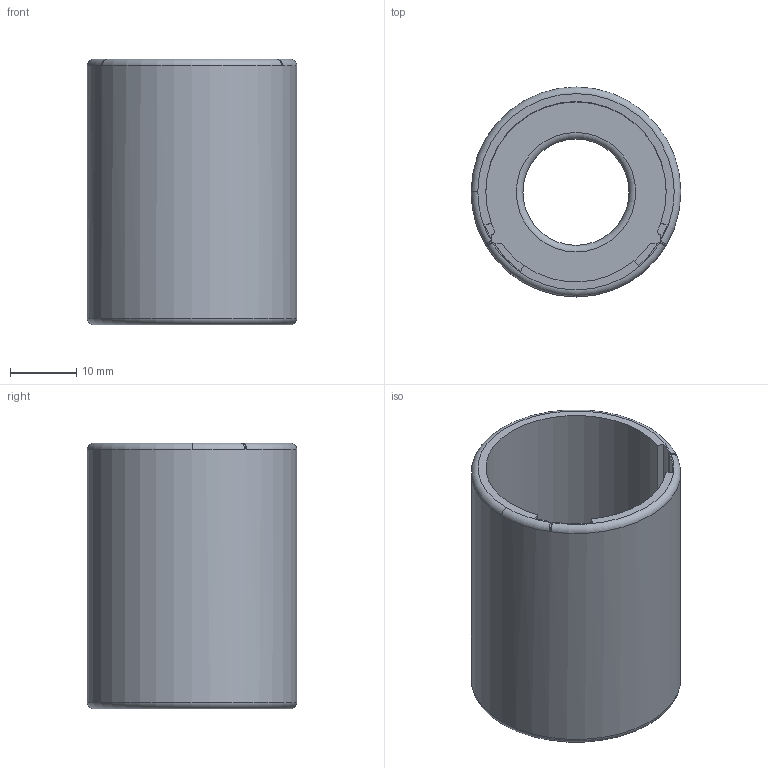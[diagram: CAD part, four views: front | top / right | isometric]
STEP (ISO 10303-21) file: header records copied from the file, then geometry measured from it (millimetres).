
FILE_DESCRIPTION(('FreeCAD Model'),'2;1');
FILE_NAME('PiCamAstroBody.step','2019-09-19T21:45:17',('Author'),(''), 'Open CASCADE STEP processor 7.2','FreeCAD','Unknown');
FILE_SCHEMA(('AUTOMOTIVE_DESIGN { 1 0 10303 214 1 1 1 1 }'));
Length unit declared in the file: millimetre
Products named in the file (1): PiCamAstroBody
Bounding box: 31.6 x 31.6 x 40 mm (x, y, z)
Surface area: 8658.4 mm2 (no closed solid volume)
Topology: 0 solids, 1 shells, 45 faces, 124 edges, 81 vertices
Faces by surface type: plane 24, cylinder 11, torus 6, bspline 4
Full cylindrical faces by diameter (mm): 16 x2, 31.6 x1
Entity records: 3088 total; most frequent: CARTESIAN_POINT 765, DIRECTION 397, ORIENTED_EDGE 246, PCURVE 246, DEFINITIONAL_REPRESENTATION 246, LINE 190, VECTOR 190, EDGE_CURVE 124
